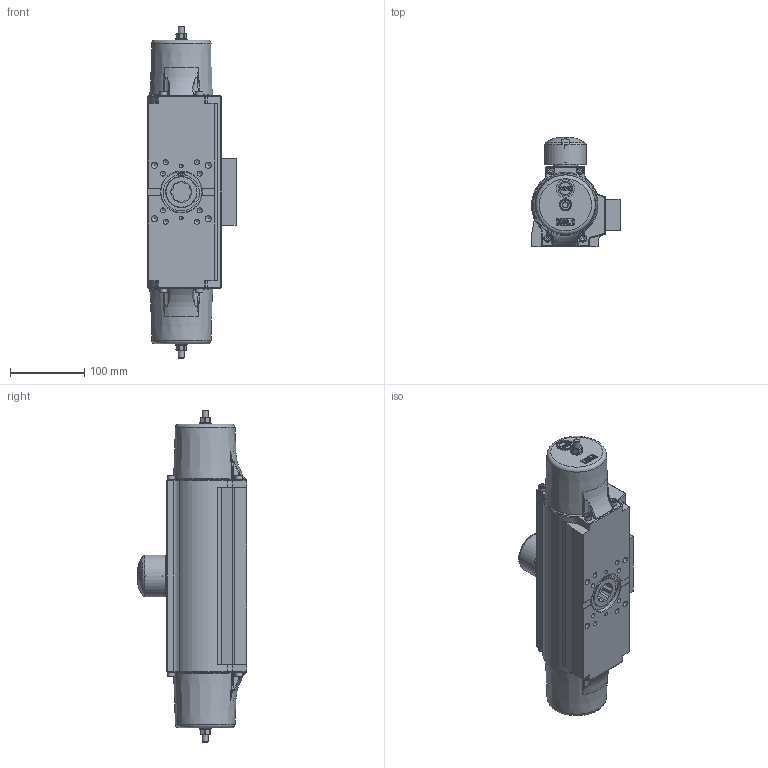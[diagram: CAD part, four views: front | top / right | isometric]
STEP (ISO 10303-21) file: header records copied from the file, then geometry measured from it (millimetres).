
FILE_DESCRIPTION(/* description */ ('','CAx-IF Rec.Pracs.---Representation and Presentation of Product Manufacturing Information (PMI)---3.8---2014-02-18'),/* implementation_level */ '2;1');
FILE_NAME(/* name */ 'EB 8.1 SYS F07F10.stp',/* time_stamp */ '2018-10-16T09:30:47+02:00',/* author */ ('hellwig'),/* organization */ (''),/* preprocessor_version */ 'ST-DEVELOPER v16.5',/* originating_system */ 'Autodesk Inventor 2017',/* authorisation */ '');
FILE_SCHEMA (('AP242_MANAGED_MODEL_BASED_3D_ENGINEERING_MIM_LF { 1 0 10303 442 1 1 4 }'));
Products named in the file (1): M53222
Bounding box: 119.37 x 147.5 x 446 mm (x, y, z)
Volume: 1330678.1 mm3; surface area: 357510.3 mm2
Topology: 1 solids, 33 shells, 1910 faces, 4893 edges, 3106 vertices
Faces by surface type: plane 935, cylinder 445, bspline 237, cone 141, torus 80, sphere 72
Full cylindrical faces by diameter (mm): 2 x10, 2.5 x2, 3 x4, 4 x4, 4.134 x8, 4.2 x1, 4.917 x11, 5 x5, 5.5 x1, 6 x10, 6.5 x4, 6.6 x6, 6.647 x8, 8 x7, 8.376 x4, 9 x2, 10 x10, 11 x4, 11.3 x2, 11.445 x2, 12 x14, 14 x2, 16.4 x2, 16.5 x1, 18 x1, 19 x1, 20 x3, 20.1 x1, 24 x3, 24.2 x3
Entity records: 62705 total; most frequent: CARTESIAN_POINT 17619, ORIENTED_EDGE 8824, DIRECTION 8489, EDGE_CURVE 4412, AXIS2_PLACEMENT_3D 3046, VERTEX_POINT 2961, LINE 2397, VECTOR 2397
